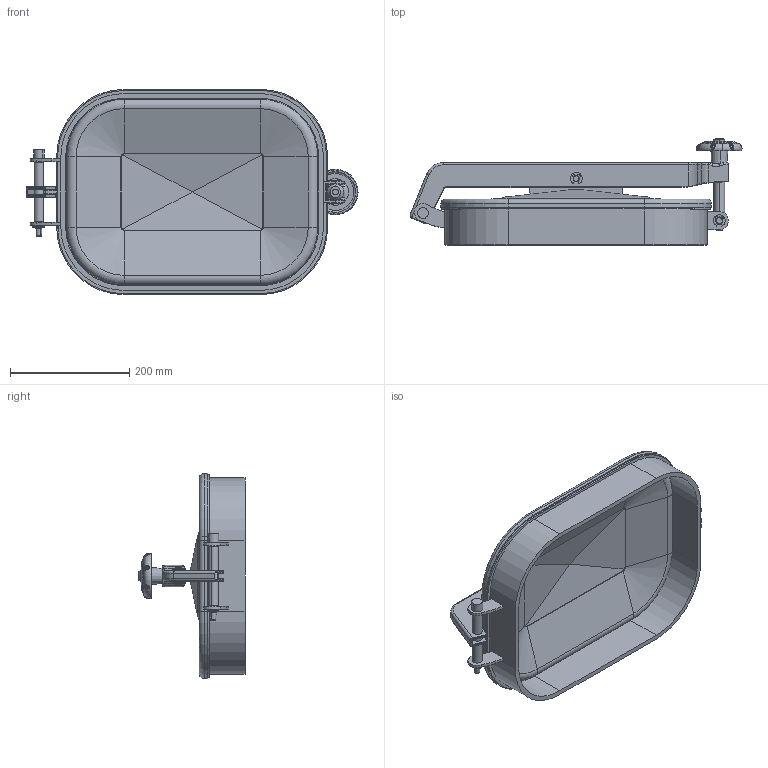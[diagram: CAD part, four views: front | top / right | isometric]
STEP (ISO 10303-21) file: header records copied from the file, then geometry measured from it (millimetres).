
FILE_DESCRIPTION (( 'STEP AP203' ), '1' );
FILE_NAME ('porte complete p23-308.STEP', '2009-01-06T10:09:51', ( 'BE' ), ( 'BOYER SA' ), 'SwSTEP 2.0', 'SolidWorks 2008', '' );
FILE_SCHEMA (( 'CONFIG_CONTROL_DESIGN' ));
Length unit declared in the file: millimetre
Products named in the file (15): PRE 6L BR P 02 314 424 (0710100032)_Défaut; TBRA 4L ETI G1000 160 102 (0730300007)_Défaut; AXE 4L BR D10 21 28 (0650100009)_Défaut; U5  4L BR U122    27  34  30 (0640800012)_Défaut; PSCA 4L BR S  05 70 30 (0660900001)coupe p23-308_Défaut; CLIP 6L PO D10 50650300002起D嶨aut; porte complete p23-308; joint pour p23-308_Défaut; CARE 6L PO SP 08 314 424 60 (0720100048)_Défaut; BRA 4L BR K 308 516 (0730200068)_Défaut; AME 04 BR K308 (0730200001)_Défaut; GU18 6L BR WD122  75 137 (0610100055)_Défaut; AXE 04 BR D12 39 46  (0650100000)_Défaut; VOL 39 CB OD114  76  18 (0750100022)_Défaut; BROC 4L BR D10 X 114 (0670100002)_Défaut
Assembly tree (19 placements, depth 2):
  porte complete p23-308
    PRE 6L BR P 02 314 424 (0710100032)_Défaut
    VOL 39 CB OD114  76  18 (0750100022)_Défaut
    CLIP 6L PO D10 50650300002起D嶨aut  x5
    AXE 4L BR D10 21 28 (0650100009)_Défaut
    CARE 6L PO SP 08 314 424 60 (0720100048)_Défaut
    TBRA 4L ETI G1000 160 102 (0730300007)_Défaut
    AME 04 BR K308 (0730200001)_Défaut
    BRA 4L BR K 308 516 (0730200068)_Défaut
    U5  4L BR U122    27  34  30 (0640800012)_Défaut
    GU18 6L BR WD122  75 137 (0610100055)_Défaut
    AXE 04 BR D12 39 46  (0650100000)_Défaut
    joint pour p23-308_Défaut
    BROC 4L BR D10 X 114 (0670100002)_Défaut
    PSCA 4L BR S  05 70 30 (0660900001)coupe p23-308_Défaut  x2
Bounding box: 556.42 x 177.72 x 344 mm (x, y, z)
Volume: 1590700.5 mm3; surface area: 785345.8 mm2
Topology: 19 solids, 19 shells, 652 faces, 1538 edges, 936 vertices
Faces by surface type: cylinder 244, plane 194, bspline 106, torus 62, cone 46
Entity records: 27598 total; most frequent: CARTESIAN_POINT 13482, ORIENTED_EDGE 2650, DIRECTION 2526, EDGE_CURVE 1325, AXIS2_PLACEMENT_3D 986, VERTEX_POINT 798, EDGE_LOOP 617, ADVANCED_FACE 573
